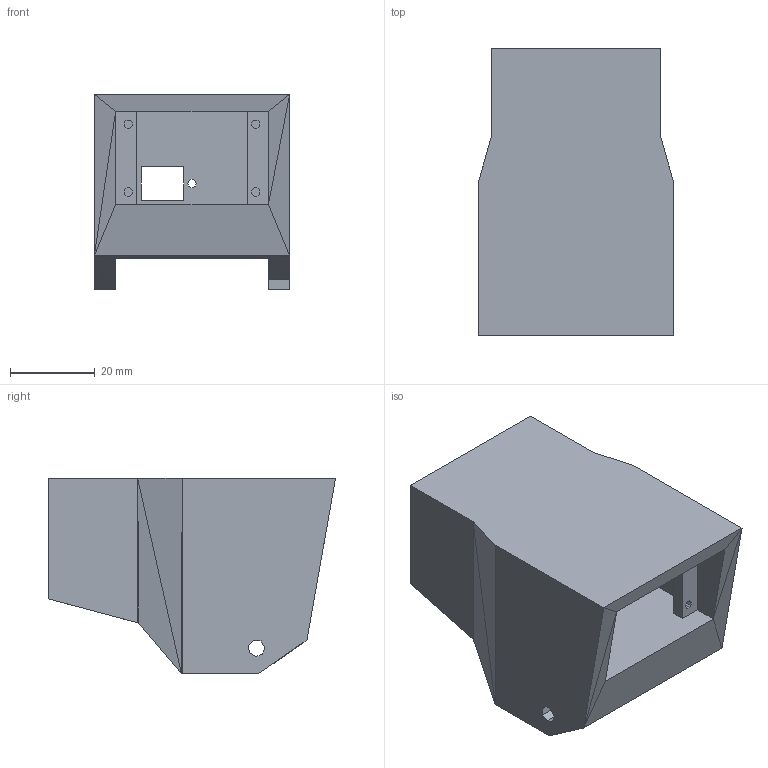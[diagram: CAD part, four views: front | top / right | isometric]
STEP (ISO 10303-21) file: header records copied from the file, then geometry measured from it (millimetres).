
FILE_DESCRIPTION(('FreeCAD Model'),'2;1');
FILE_NAME('cabeza.step', '2014-09-10T13:52:37',('FreeCAD'),('FreeCAD'), 'Open CASCADE STEP processor 6.5','FreeCAD','Unknown');
FILE_SCHEMA(('AUTOMOTIVE_DESIGN_CC2 { 1 2 10303 214 -1 1 5 4 }'));
Length unit declared in the file: millimetre
Products named in the file (1): Open CASCADE STEP translator 6.5 2
Bounding box: 46 x 67.61 x 46 mm (x, y, z)
Surface area: 23198.3 mm2 (no closed solid volume)
Topology: 0 solids, 1 shells, 204 faces, 536 edges, 334 vertices
Faces by surface type: plane 204
Entity records: 13011 total; most frequent: CARTESIAN_POINT 2210, DIRECTION 1955, LINE 1545, VECTOR 1545, ORIENTED_EDGE 1072, PCURVE 1072, DEFINITIONAL_REPRESENTATION 1072, EDGE_CURVE 536
